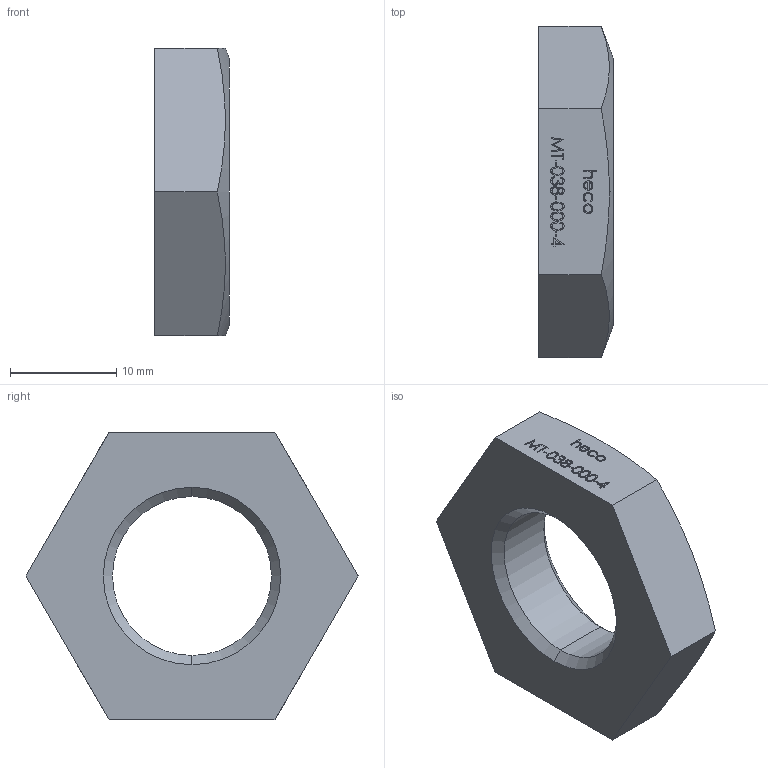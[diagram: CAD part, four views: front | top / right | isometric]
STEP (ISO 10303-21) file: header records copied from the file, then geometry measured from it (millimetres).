
FILE_DESCRIPTION (( 'STEP AP214' ), '1' );
FILE_NAME ('MT-038-000-4 Rohrmutter DIN431.STEP', '2018-06-19T08:39:43', ( '' ), ( '' ), 'SwSTEP 2.0', 'SolidWorks 2016', '' );
FILE_SCHEMA (( 'AUTOMOTIVE_DESIGN' ));
Length unit declared in the file: millimetre
Products named in the file (1): MT-038-000-4 Rohrmutter DIN431
Bounding box: 7 x 31.18 x 27 mm (x, y, z)
Volume: 3106.1 mm3; surface area: 1803.4 mm2
Topology: 1 solids, 1 shells, 205 faces, 530 edges, 352 vertices
Faces by surface type: bspline 102, plane 95, cone 6, cylinder 2
Entity records: 14396 total; most frequent: CARTESIAN_POINT 8074, ORIENTED_EDGE 1060, DIRECTION 536, EDGE_CURVE 530, VERTEX_POINT 352, LINE 308, VECTOR 308, EDGE_LOOP 232
